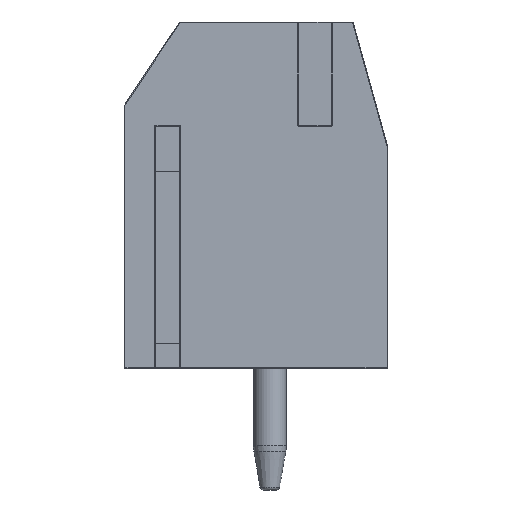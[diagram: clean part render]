
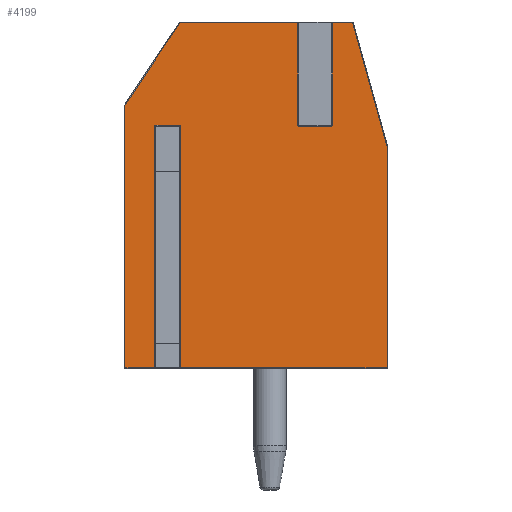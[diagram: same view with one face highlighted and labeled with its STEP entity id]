
A CAD part, left-side view. The second image highlights one B-rep face of the part: STEP entity #4199.
In plain terms, the highlighted planar face has unit normal (-1, 0, 0).
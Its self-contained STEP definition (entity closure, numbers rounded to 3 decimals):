
#946 = VERTEX_POINT('',#947);
#947 = CARTESIAN_POINT('',(-2.54,-2.385,9.98));
#1040 = VERTEX_POINT('',#1041);
#1041 = CARTESIAN_POINT('',(-2.54,-1.677,9.98));
#1082 = EDGE_CURVE('',#1040,#946,#1083,.T.);
#1083 = LINE('',#1084,#1085);
#1084 = CARTESIAN_POINT('',(-2.54,1.5,9.98));
#1085 = VECTOR('',#1086,1.);
#1086 = DIRECTION('',(0.,-1.,0.));
#1193 = VERTEX_POINT('',#1194);
#1194 = CARTESIAN_POINT('',(-2.54,-3.38,6.397));
#1250 = EDGE_CURVE('',#946,#1193,#1251,.T.);
#1251 = LINE('',#1252,#1253);
#1252 = CARTESIAN_POINT('',(-2.54,-2.925,8.035));
#1253 = VECTOR('',#1254,1.);
#1254 = DIRECTION('',(0.,-0.268,-0.964)
  );
#1271 = EDGE_CURVE('',#1272,#1274,#1276,.T.);
#1272 = VERTEX_POINT('',#1273);
#1273 = CARTESIAN_POINT('',(-2.54,-1.635,6.98));
#1274 = VERTEX_POINT('',#1275);
#1275 = CARTESIAN_POINT('',(-2.54,-1.677,7.02));
#1276 = ELLIPSE('',#1277,0.042,0.04);
#1277 = AXIS2_PLACEMENT_3D('',#1278,#1279,#1280);
#1278 = CARTESIAN_POINT('',(-2.54,-1.635,7.02));
#1279 = DIRECTION('',(-1.,0.,0.));
#1280 = DIRECTION('',(0.,-1.,0.));
#1343 = EDGE_CURVE('',#1274,#1040,#1344,.T.);
#1344 = LINE('',#1345,#1346);
#1345 = CARTESIAN_POINT('',(-2.54,-1.677,7.5));
#1346 = VECTOR('',#1347,1.);
#1347 = DIRECTION('',(0.,0.,1.));
#1451 = VERTEX_POINT('',#1452);
#1452 = CARTESIAN_POINT('',(-2.54,-3.38,0.02));
#1508 = EDGE_CURVE('',#1193,#1451,#1509,.T.);
#1509 = LINE('',#1510,#1511);
#1510 = CARTESIAN_POINT('',(-2.54,-3.38,5.7));
#1511 = VECTOR('',#1512,1.);
#1512 = DIRECTION('',(0.,0.,-1.));
#1541 = VERTEX_POINT('',#1542);
#1542 = CARTESIAN_POINT('',(-2.54,-0.923,7.02));
#1549 = EDGE_CURVE('',#1541,#1550,#1552,.T.);
#1550 = VERTEX_POINT('',#1551);
#1551 = CARTESIAN_POINT('',(-2.54,-0.965,6.98));
#1552 = ELLIPSE('',#1553,0.042,0.04);
#1553 = AXIS2_PLACEMENT_3D('',#1554,#1555,#1556);
#1554 = CARTESIAN_POINT('',(-2.54,-0.965,7.02));
#1555 = DIRECTION('',(-1.,0.,0.));
#1556 = DIRECTION('',(0.,1.,0.));
#1698 = VERTEX_POINT('',#1699);
#1699 = CARTESIAN_POINT('',(-2.54,2.573,0.02));
#1722 = EDGE_CURVE('',#1451,#1698,#1723,.T.);
#1723 = LINE('',#1724,#1725);
#1724 = CARTESIAN_POINT('',(-2.54,-1.5,0.02));
#1725 = VECTOR('',#1726,1.);
#1726 = DIRECTION('',(0.,1.,0.));
#1755 = VERTEX_POINT('',#1756);
#1756 = CARTESIAN_POINT('',(-2.54,-0.923,9.98));
#2005 = VERTEX_POINT('',#2006);
#2006 = CARTESIAN_POINT('',(-2.54,2.573,6.98));
#2025 = VERTEX_POINT('',#2026);
#2026 = CARTESIAN_POINT('',(-2.54,2.615,7.02));
#2033 = EDGE_CURVE('',#2005,#2025,#2034,.T.);
#2034 = ELLIPSE('',#2035,0.042,0.04);
#2035 = AXIS2_PLACEMENT_3D('',#2036,#2037,#2038);
#2036 = CARTESIAN_POINT('',(-2.54,2.615,6.98));
#2037 = DIRECTION('',(-1.,0.,0.));
#2038 = DIRECTION('',(0.,-1.,0.));
#2164 = VERTEX_POINT('',#2165);
#2165 = CARTESIAN_POINT('',(-2.54,2.589,9.98));
#2311 = VERTEX_POINT('',#2312);
#2312 = CARTESIAN_POINT('',(-2.54,3.327,6.98));
#2319 = EDGE_CURVE('',#2320,#2311,#2322,.T.);
#2320 = VERTEX_POINT('',#2321);
#2321 = CARTESIAN_POINT('',(-2.54,3.285,7.02));
#2322 = ELLIPSE('',#2323,0.042,0.04);
#2323 = AXIS2_PLACEMENT_3D('',#2324,#2325,#2326);
#2324 = CARTESIAN_POINT('',(-2.54,3.285,6.98));
#2325 = DIRECTION('',(-1.,0.,0.));
#2326 = DIRECTION('',(0.,1.,0.));
#2374 = EDGE_CURVE('',#2025,#2320,#2375,.T.);
#2375 = LINE('',#2376,#2377);
#2376 = CARTESIAN_POINT('',(-2.54,1.675,7.02));
#2377 = VECTOR('',#2378,1.);
#2378 = DIRECTION('',(0.,1.,0.));
#2428 = VERTEX_POINT('',#2429);
#2429 = CARTESIAN_POINT('',(-2.54,4.18,7.594));
#2463 = VERTEX_POINT('',#2464);
#2464 = CARTESIAN_POINT('',(-2.54,3.327,0.02));
#2520 = EDGE_CURVE('',#2311,#2463,#2521,.T.);
#2521 = LINE('',#2522,#2523);
#2522 = CARTESIAN_POINT('',(-2.54,3.327,7.5));
#2523 = VECTOR('',#2524,1.);
#2524 = DIRECTION('',(0.,0.,-1.));
#2630 = VERTEX_POINT('',#2631);
#2631 = CARTESIAN_POINT('',(-2.54,4.18,0.02));
#2766 = EDGE_CURVE('',#2463,#2630,#2767,.T.);
#2767 = LINE('',#2768,#2769);
#2768 = CARTESIAN_POINT('',(-2.54,-1.5,0.02));
#2769 = VECTOR('',#2770,1.);
#2770 = DIRECTION('',(0.,1.,0.));
#2788 = EDGE_CURVE('',#2630,#2428,#2789,.T.);
#2789 = LINE('',#2790,#2791);
#2790 = CARTESIAN_POINT('',(-2.54,4.18,2.5));
#2791 = VECTOR('',#2792,1.);
#2792 = DIRECTION('',(0.,0.,1.));
#2810 = EDGE_CURVE('',#2428,#2164,#2811,.T.);
#2811 = LINE('',#2812,#2813);
#2812 = CARTESIAN_POINT('',(-2.54,4.199,7.566));
#2813 = VECTOR('',#2814,1.);
#2814 = DIRECTION('',(0.,-0.555,0.832)
  );
#2854 = EDGE_CURVE('',#2164,#1755,#2855,.T.);
#2855 = LINE('',#2856,#2857);
#2856 = CARTESIAN_POINT('',(-2.54,1.5,9.98));
#2857 = VECTOR('',#2858,1.);
#2858 = DIRECTION('',(0.,-1.,0.));
#3039 = EDGE_CURVE('',#1698,#2005,#3040,.T.);
#3040 = LINE('',#3041,#3042);
#3041 = CARTESIAN_POINT('',(-2.54,2.573,7.5));
#3042 = VECTOR('',#3043,1.);
#3043 = DIRECTION('',(0.,0.,1.));
#3220 = EDGE_CURVE('',#1755,#1541,#3221,.T.);
#3221 = LINE('',#3222,#3223);
#3222 = CARTESIAN_POINT('',(-2.54,-0.923,7.5));
#3223 = VECTOR('',#3224,1.);
#3224 = DIRECTION('',(0.,0.,-1.));
#3286 = EDGE_CURVE('',#1550,#1272,#3287,.T.);
#3287 = LINE('',#3288,#3289);
#3288 = CARTESIAN_POINT('',(-2.54,-0.45,6.98));
#3289 = VECTOR('',#3290,1.);
#3290 = DIRECTION('',(0.,-1.,0.));
#4199 = ADVANCED_FACE('',(#4200),#4220,.T.);
#4200 = FACE_BOUND('',#4201,.T.);
#4201 = EDGE_LOOP('',(#4202,#4203,#4204,#4205,#4206,#4207,#4208,#4209,
    #4210,#4211,#4212,#4213,#4214,#4215,#4216,#4217,#4218,#4219));
#4202 = ORIENTED_EDGE('',*,*,#2319,.F.);
#4203 = ORIENTED_EDGE('',*,*,#2374,.F.);
#4204 = ORIENTED_EDGE('',*,*,#2033,.F.);
#4205 = ORIENTED_EDGE('',*,*,#3039,.F.);
#4206 = ORIENTED_EDGE('',*,*,#1722,.F.);
#4207 = ORIENTED_EDGE('',*,*,#1508,.F.);
#4208 = ORIENTED_EDGE('',*,*,#1250,.F.);
#4209 = ORIENTED_EDGE('',*,*,#1082,.F.);
#4210 = ORIENTED_EDGE('',*,*,#1343,.F.);
#4211 = ORIENTED_EDGE('',*,*,#1271,.F.);
#4212 = ORIENTED_EDGE('',*,*,#3286,.F.);
#4213 = ORIENTED_EDGE('',*,*,#1549,.F.);
#4214 = ORIENTED_EDGE('',*,*,#3220,.F.);
#4215 = ORIENTED_EDGE('',*,*,#2854,.F.);
#4216 = ORIENTED_EDGE('',*,*,#2810,.F.);
#4217 = ORIENTED_EDGE('',*,*,#2788,.F.);
#4218 = ORIENTED_EDGE('',*,*,#2766,.F.);
#4219 = ORIENTED_EDGE('',*,*,#2520,.F.);
#4220 = PLANE('',#4221);
#4221 = AXIS2_PLACEMENT_3D('',#4222,#4223,#4224);
#4222 = CARTESIAN_POINT('',(-2.54,0.4,5.));
#4223 = DIRECTION('',(-1.,0.,0.));
#4224 = DIRECTION('',(0.,0.,1.));
